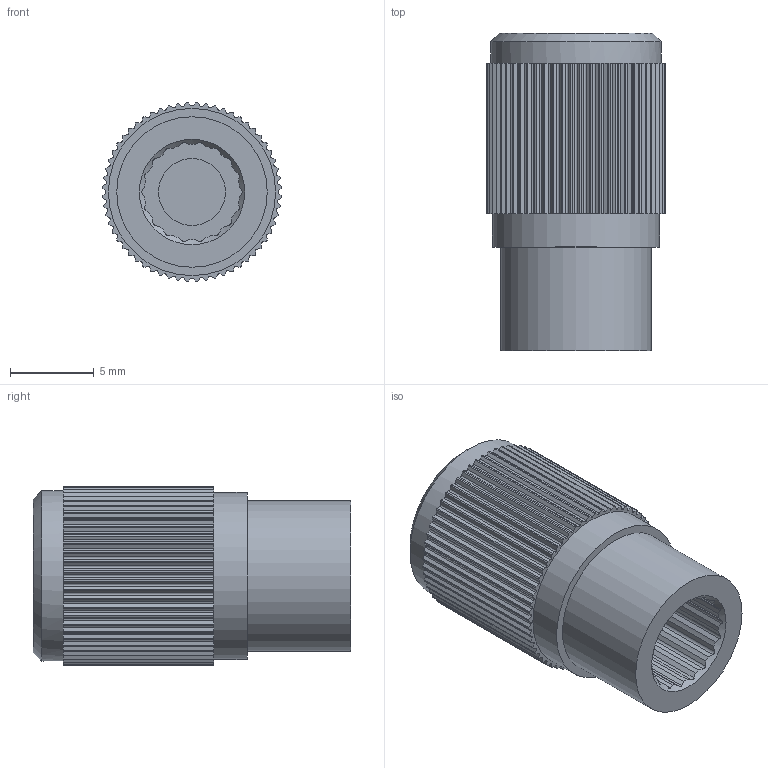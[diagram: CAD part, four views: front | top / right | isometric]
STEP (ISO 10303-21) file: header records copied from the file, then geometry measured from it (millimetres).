
FILE_DESCRIPTION(/* description */ (''),/* implementation_level */ '2;1');
FILE_NAME(/* name */ 'FC7257L KMK10E 6mm SPL.stp',/* time_stamp */ '2025-04-14T10:34:35+01:00',/* author */ ('tottley'),/* organization */ (''),/* preprocessor_version */ 'ST-DEVELOPER v20',/* originating_system */ 'Autodesk Inventor 2025',/* authorisation */ '');
FILE_SCHEMA (('AUTOMOTIVE_DESIGN { 1 0 10303 214 3 1 1 }'));
Length unit declared in the file: millimetre
Products named in the file (1): FC7256 KMK10E 6mm SPL
Bounding box: 10.69 x 19 x 10.69 mm (x, y, z)
Volume: 1117.3 mm3; surface area: 1134.4 mm2
Topology: 1 solids, 1 shells, 328 faces, 963 edges, 642 vertices
Faces by surface type: plane 165, cylinder 161, cone 2
Full cylindrical faces by diameter (mm): 4 x1, 9 x1, 10 x1, 10.2 x1
Entity records: 11542 total; most frequent: CARTESIAN_POINT 2251, ORIENTED_EDGE 1926, DIRECTION 1870, EDGE_CURVE 963, VERTEX_POINT 642, AXIS2_PLACEMENT_3D 636, LINE 598, VECTOR 598
